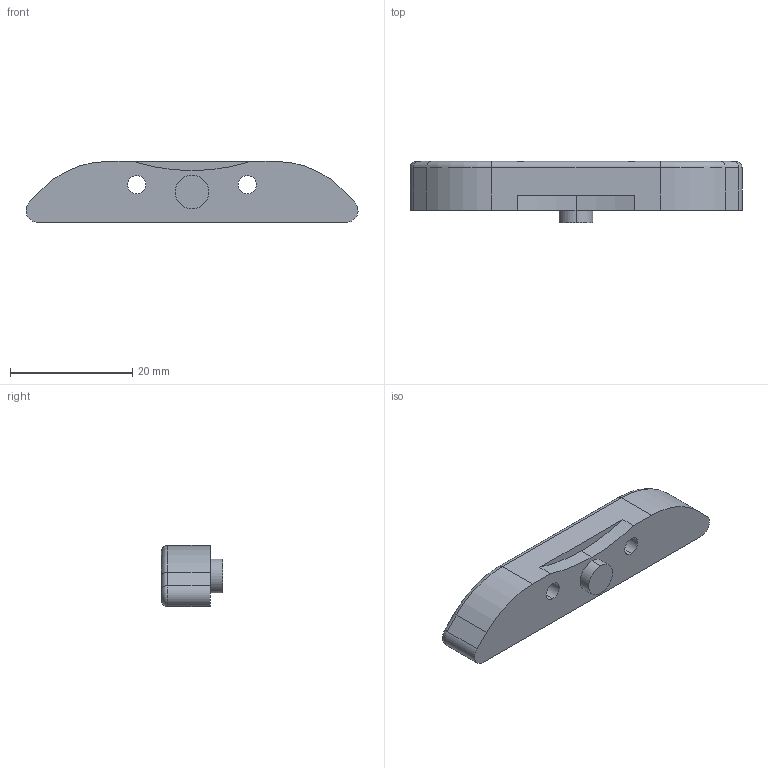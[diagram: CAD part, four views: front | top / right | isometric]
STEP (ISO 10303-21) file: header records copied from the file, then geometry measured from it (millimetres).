
FILE_DESCRIPTION (( 'STEP AP214' ), '1' );
FILE_NAME ('癹弇.ST', '2024-10-13T07:54:21', ( '' ), ( '' ), 'SwSTEP 2.0', 'SolidWorks 2024', '' );
FILE_SCHEMA (( 'AUTOMOTIVE_DESIGN' ));
Length unit declared in the file: millimetre
Products named in the file (1): 限位
Bounding box: 54.34 x 10 x 10 mm (x, y, z)
Volume: 3577.5 mm3; surface area: 2061.3 mm2
Topology: 1 solids, 1 shells, 34 faces, 85 edges, 54 vertices
Faces by surface type: cylinder 20, plane 10, torus 4
Entity records: 1072 total; most frequent: DIRECTION 195, CARTESIAN_POINT 194, ORIENTED_EDGE 170, EDGE_CURVE 85, AXIS2_PLACEMENT_3D 79, VERTEX_POINT 54, CIRCLE 44, EDGE_LOOP 39
